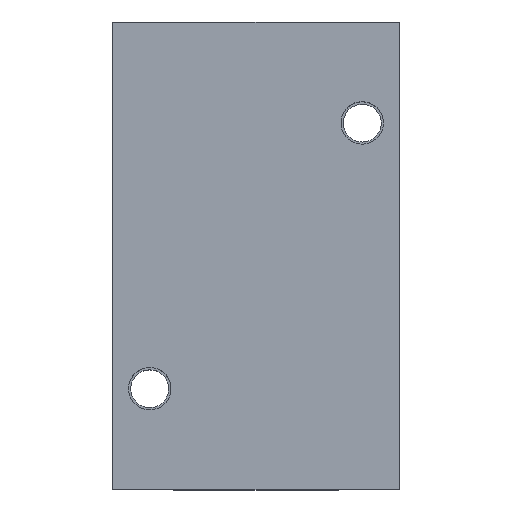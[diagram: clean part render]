
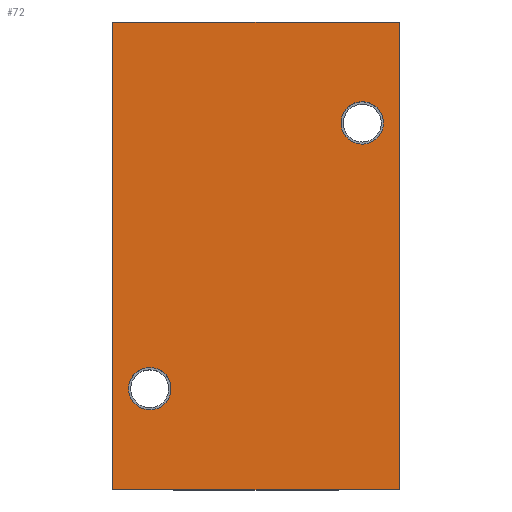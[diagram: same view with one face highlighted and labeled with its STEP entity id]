
A CAD part, top view. The second image highlights one B-rep face of the part: STEP entity #72.
In plain terms, the highlighted planar face has unit normal (0, 0, 1).
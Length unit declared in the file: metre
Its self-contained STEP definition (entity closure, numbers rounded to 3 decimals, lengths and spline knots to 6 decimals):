
#72 = ADVANCED_FACE( '', ( #159, #160, #161 ), #162, .T. );
#159 = FACE_BOUND( '', #268, .T. );
#160 = FACE_BOUND( '', #269, .T. );
#161 = FACE_OUTER_BOUND( '', #270, .T. );
#162 = PLANE( '', #271 );
#268 = EDGE_LOOP( '', ( #415 ) );
#269 = EDGE_LOOP( '', ( #416 ) );
#270 = EDGE_LOOP( '', ( #417, #418, #419, #420 ) );
#271 = AXIS2_PLACEMENT_3D( '', #421, #422, #423 );
#415 = ORIENTED_EDGE( '', *, *, #585, .T. );
#416 = ORIENTED_EDGE( '', *, *, #615, .T. );
#417 = ORIENTED_EDGE( '', *, *, #616, .F. );
#418 = ORIENTED_EDGE( '', *, *, #597, .F. );
#419 = ORIENTED_EDGE( '', *, *, #617, .T. );
#420 = ORIENTED_EDGE( '', *, *, #618, .T. );
#421 = CARTESIAN_POINT( '', ( -0.054, -0.088, 0.03 ) );
#422 = DIRECTION( '', ( 0., 0., 1. ) );
#423 = DIRECTION( '', ( 1., 0., 0. ) );
#585 = EDGE_CURVE( '', #685, #685, #686, .T. );
#597 = EDGE_CURVE( '', #703, #705, #706, .T. );
#615 = EDGE_CURVE( '', #733, #733, #734, .T. );
#616 = EDGE_CURVE( '', #705, #735, #736, .T. );
#617 = EDGE_CURVE( '', #703, #737, #738, .T. );
#618 = EDGE_CURVE( '', #737, #735, #739, .T. );
#685 = VERTEX_POINT( '', #829 );
#686 = CIRCLE( '', #830, 0.008 );
#703 = VERTEX_POINT( '', #913 );
#705 = VERTEX_POINT( '', #916 );
#706 = LINE( '', #917, #918 );
#733 = VERTEX_POINT( '', #954 );
#734 = CIRCLE( '', #955, 0.008 );
#735 = VERTEX_POINT( '', #956 );
#736 = LINE( '', #957, #958 );
#737 = VERTEX_POINT( '', #959 );
#738 = LINE( '', #960, #961 );
#739 = LINE( '', #962, #963 );
#829 = CARTESIAN_POINT( '', ( -0.04, -0.058, 0.03 ) );
#830 = AXIS2_PLACEMENT_3D( '', #1051, #1052, #1053 );
#913 = CARTESIAN_POINT( '', ( -0.054, -0.088, 0.03 ) );
#916 = CARTESIAN_POINT( '', ( -0.054, 0.088, 0.03 ) );
#917 = CARTESIAN_POINT( '', ( -0.054, -0.088, 0.03 ) );
#918 = VECTOR( '', #1067, 1. );
#954 = CARTESIAN_POINT( '', ( 0.04, 0.042, 0.03 ) );
#955 = AXIS2_PLACEMENT_3D( '', #1086, #1087, #1088 );
#956 = CARTESIAN_POINT( '', ( 0.054, 0.088, 0.03 ) );
#957 = CARTESIAN_POINT( '', ( -0.054, 0.088, 0.03 ) );
#958 = VECTOR( '', #1089, 1. );
#959 = CARTESIAN_POINT( '', ( 0.054, -0.088, 0.03 ) );
#960 = CARTESIAN_POINT( '', ( -0.054, -0.088, 0.03 ) );
#961 = VECTOR( '', #1090, 1. );
#962 = CARTESIAN_POINT( '', ( 0.054, -0.088, 0.03 ) );
#963 = VECTOR( '', #1091, 1. );
#1051 = CARTESIAN_POINT( '', ( -0.04, -0.05, 0.03 ) );
#1052 = DIRECTION( '', ( 0., 0., -1. ) );
#1053 = DIRECTION( '', ( 0., -1., 0. ) );
#1067 = DIRECTION( '', ( 0., 1., 0. ) );
#1086 = CARTESIAN_POINT( '', ( 0.04, 0.05, 0.03 ) );
#1087 = DIRECTION( '', ( 0., 0., -1. ) );
#1088 = DIRECTION( '', ( 0., -1., 0. ) );
#1089 = DIRECTION( '', ( 1., 0., 0. ) );
#1090 = DIRECTION( '', ( 1., 0., 0. ) );
#1091 = DIRECTION( '', ( 0., 1., 0. ) );
